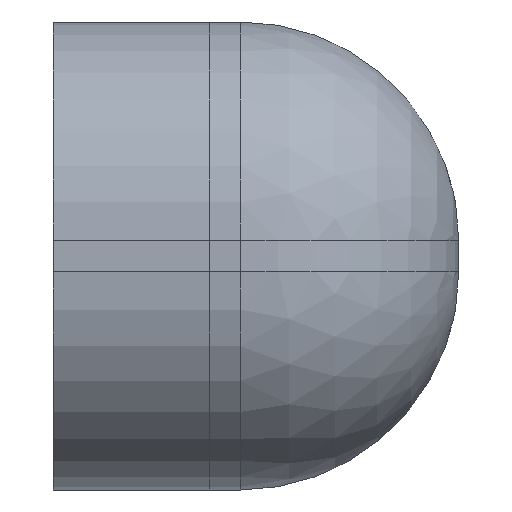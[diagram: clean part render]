
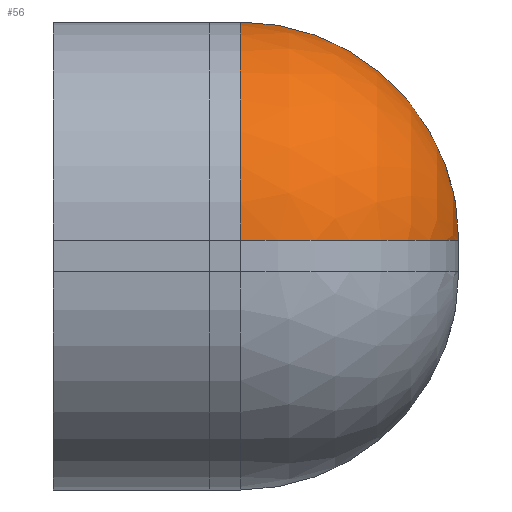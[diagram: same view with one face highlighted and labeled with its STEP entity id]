
A CAD part, left-side view. The second image highlights one B-rep face of the part: STEP entity #56.
In plain terms, the highlighted spherical face has radius 7 mm.
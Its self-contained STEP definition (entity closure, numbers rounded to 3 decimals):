
#13 = EDGE_CURVE ( 'NONE', #928, #1022, #993, .T. ) ;
#44 = AXIS2_PLACEMENT_3D ( 'NONE', #169, #825, #428 ) ;
#56 = ADVANCED_FACE ( 'NONE', ( #231 ), #821, .T. ) ;
#98 = AXIS2_PLACEMENT_3D ( 'NONE', #237, #404, #479 ) ;
#167 = VERTEX_POINT ( 'NONE', #497 ) ;
#169 = CARTESIAN_POINT ( 'NONE',  ( -18., 7., 8. ) ) ;
#185 = CARTESIAN_POINT ( 'NONE',  ( -18., 0., 8. ) ) ;
#199 = EDGE_CURVE ( 'NONE', #928, #167, #1030, .T. ) ;
#206 = CARTESIAN_POINT ( 'NONE',  ( -25., 7., 8. ) ) ;
#231 = FACE_OUTER_BOUND ( 'NONE', #438, .T. ) ;
#237 = CARTESIAN_POINT ( 'NONE',  ( -18., 7., 8. ) ) ;
#282 = CARTESIAN_POINT ( 'NONE',  ( -18., 7., 8. ) ) ;
#303 = ORIENTED_EDGE ( 'NONE', *, *, #199, .T. ) ;
#304 = ORIENTED_EDGE ( 'NONE', *, *, #13, .F. ) ;
#321 = DIRECTION ( 'NONE',  ( 1., 0., 0. ) ) ;
#404 = DIRECTION ( 'NONE',  ( 0., 1., 0. ) ) ;
#428 = DIRECTION ( 'NONE',  ( 0., 0., 1. ) ) ;
#438 = EDGE_LOOP ( 'NONE', ( #303, #746, #304 ) ) ;
#479 = DIRECTION ( 'NONE',  ( 1., 0., 0. ) ) ;
#497 = CARTESIAN_POINT ( 'NONE',  ( -18., 7., 15. ) ) ;
#577 = CARTESIAN_POINT ( 'NONE',  ( -18., 7., 8. ) ) ;
#746 = ORIENTED_EDGE ( 'NONE', *, *, #998, .T. ) ;
#821 = SPHERICAL_SURFACE ( 'NONE', #98, 7. ) ;
#825 = DIRECTION ( 'NONE',  ( -1., 0., 0. ) ) ;
#907 = CIRCLE ( 'NONE', #960, 7. ) ;
#928 = VERTEX_POINT ( 'NONE', #185 ) ;
#944 = DIRECTION ( 'NONE',  ( 0., -1., 0. ) ) ;
#960 = AXIS2_PLACEMENT_3D ( 'NONE', #282, #944, #1034 ) ;
#993 = CIRCLE ( 'NONE', #1060, 7. ) ;
#998 = EDGE_CURVE ( 'NONE', #167, #1022, #907, .T. ) ;
#1022 = VERTEX_POINT ( 'NONE', #206 ) ;
#1030 = CIRCLE ( 'NONE', #44, 7. ) ;
#1034 = DIRECTION ( 'NONE',  ( 0., 0., -1. ) ) ;
#1060 = AXIS2_PLACEMENT_3D ( 'NONE', #577, #1061, #321 ) ;
#1061 = DIRECTION ( 'NONE',  ( 0., 0., -1. ) ) ;
